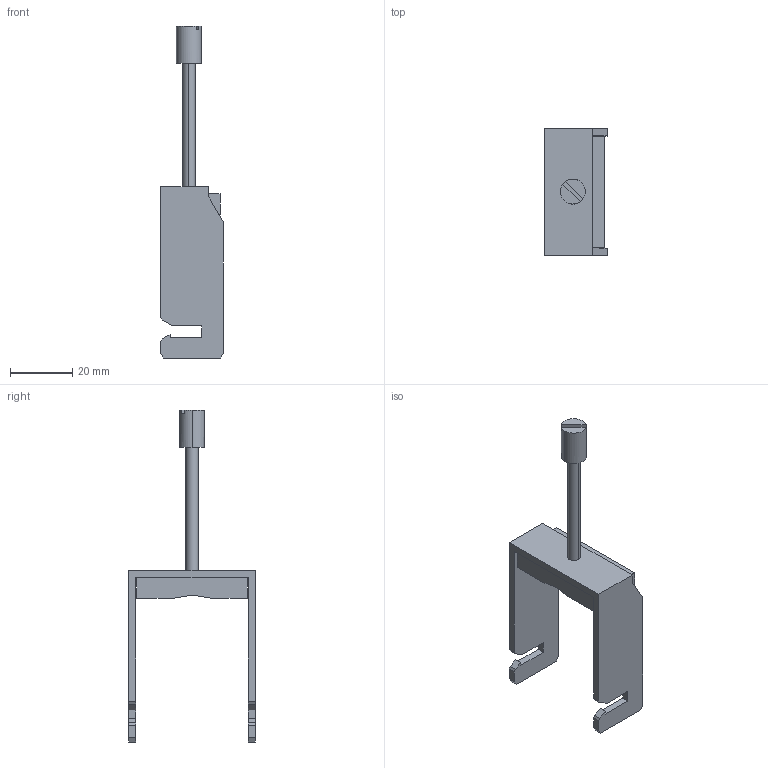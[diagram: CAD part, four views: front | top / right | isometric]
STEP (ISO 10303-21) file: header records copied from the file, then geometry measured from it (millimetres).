
FILE_DESCRIPTION(('STEP AP214'),'1');
FILE_NAME('cctmp_E377C5E6-C29E-4224-98A4-C09EDB317559_2023_07_24_22_14_23_0464..stp','2023-07-24T20:14:23',('SIEMENS A&D'),('CADClick - www.CADClick.com'),'Spatial InterOp 3D postprocessed',' ','unknown authorization');
FILE_SCHEMA(('AUTOMOTIVE_DESIGN'));
Length unit declared in the file: millimetre
Products named in the file (1): 2023_07_24_22_14_23_0464
Bounding box: 20 x 40.6 x 106.5 mm (x, y, z)
Volume: 11101.6 mm3; surface area: 7872.7 mm2
Topology: 1 solids, 1 shells, 55 faces, 152 edges, 101 vertices
Faces by surface type: plane 51, cylinder 4
Entity records: 1925 total; most frequent: CARTESIAN_POINT 309, ORIENTED_EDGE 304, DIRECTION 277, EDGE_CURVE 152, LINE 139, VECTOR 139, VERTEX_POINT 101, AXIS2_PLACEMENT_3D 69
